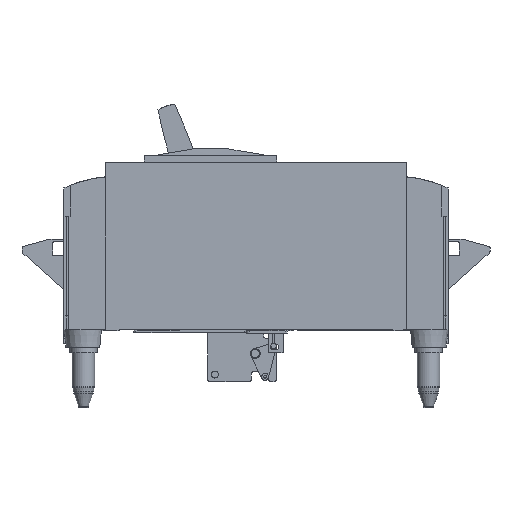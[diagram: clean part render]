
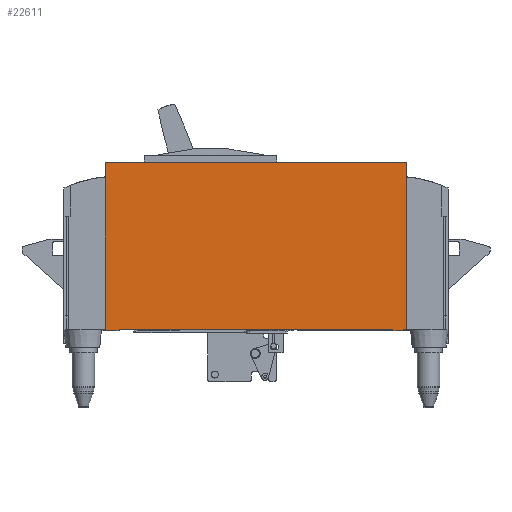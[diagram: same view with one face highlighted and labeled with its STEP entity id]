
A CAD part, left-side view. The second image highlights one B-rep face of the part: STEP entity #22611.
In plain terms, the highlighted planar face has unit normal (-1, 0, 0).
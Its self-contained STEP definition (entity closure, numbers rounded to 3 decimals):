
#525=CIRCLE('',#23962,1.);
#614=CIRCLE('',#24116,1.);
#2706=ORIENTED_EDGE('',*,*,#8856,.F.);
#2707=ORIENTED_EDGE('',*,*,#8906,.T.);
#2708=ORIENTED_EDGE('',*,*,#8907,.F.);
#2709=ORIENTED_EDGE('',*,*,#8332,.F.);
#2710=ORIENTED_EDGE('',*,*,#8908,.T.);
#2711=ORIENTED_EDGE('',*,*,#8485,.T.);
#2712=ORIENTED_EDGE('',*,*,#8909,.F.);
#2713=ORIENTED_EDGE('',*,*,#8591,.F.);
#2714=ORIENTED_EDGE('',*,*,#8880,.F.);
#2715=ORIENTED_EDGE('',*,*,#8249,.F.);
#2716=ORIENTED_EDGE('',*,*,#8872,.F.);
#2717=ORIENTED_EDGE('',*,*,#8861,.F.);
#8249=EDGE_CURVE('',#11381,#11382,#525,.T.);
#8332=EDGE_CURVE('',#11464,#11465,#13683,.T.);
#8485=EDGE_CURVE('',#11610,#11609,#13812,.T.);
#8591=EDGE_CURVE('',#11695,#11696,#13900,.T.);
#8856=EDGE_CURVE('',#11888,#11889,#14129,.T.);
#8861=EDGE_CURVE('',#11889,#11893,#614,.T.);
#8872=EDGE_CURVE('',#11893,#11381,#14143,.T.);
#8880=EDGE_CURVE('',#11382,#11695,#14149,.T.);
#8906=EDGE_CURVE('',#11888,#11924,#14158,.T.);
#8907=EDGE_CURVE('',#11465,#11924,#14159,.T.);
#8908=EDGE_CURVE('',#11464,#11610,#14160,.T.);
#8909=EDGE_CURVE('',#11696,#11609,#14161,.T.);
#11381=VERTEX_POINT('',#33489);
#11382=VERTEX_POINT('',#33491);
#11464=VERTEX_POINT('',#33689);
#11465=VERTEX_POINT('',#33691);
#11609=VERTEX_POINT('',#33988);
#11610=VERTEX_POINT('',#33990);
#11695=VERTEX_POINT('',#34189);
#11696=VERTEX_POINT('',#34191);
#11888=VERTEX_POINT('',#34800);
#11889=VERTEX_POINT('',#34802);
#11893=VERTEX_POINT('',#34812);
#11924=VERTEX_POINT('',#34992);
#13683=LINE('',#33690,#16265);
#13812=LINE('',#33989,#16394);
#13900=LINE('',#34190,#16482);
#14129=LINE('',#34801,#16711);
#14143=LINE('',#34833,#16725);
#14149=LINE('',#34847,#16731);
#14158=LINE('',#34991,#16740);
#14159=LINE('',#34993,#16741);
#14160=LINE('',#34994,#16742);
#14161=LINE('',#34995,#16743);
#16265=VECTOR('',#26822,1000.);
#16394=VECTOR('',#27001,1000.);
#16482=VECTOR('',#27143,1000.);
#16711=VECTOR('',#27522,1000.);
#16725=VECTOR('',#27544,1000.);
#16731=VECTOR('',#27558,1000.);
#16740=VECTOR('',#27589,1000.);
#16741=VECTOR('',#27590,1000.);
#16742=VECTOR('',#27591,1000.);
#16743=VECTOR('',#27592,1000.);
#18470=EDGE_LOOP('',(#2706,#2707,#2708,#2709,#2710,#2711,#2712,#2713,#2714,
#2715,#2716,#2717));
#20106=FACE_BOUND('',#18470,.T.);
#21608=PLANE('',#24133);
#22611=ADVANCED_FACE('',(#20106),#21608,.F.);
#23962=AXIS2_PLACEMENT_3D('',#33490,#26714,#26715);
#24116=AXIS2_PLACEMENT_3D('',#34811,#27529,#27530);
#24133=AXIS2_PLACEMENT_3D('',#34990,#27587,#27588);
#26714=DIRECTION('',(1.,0.,0.));
#26715=DIRECTION('',(0.,-1.,0.));
#26822=DIRECTION('',(0.,1.,0.));
#27001=DIRECTION('',(0.,-1.,0.));
#27143=DIRECTION('',(0.,1.,0.));
#27522=DIRECTION('',(0.,0.,1.));
#27529=DIRECTION('',(1.,0.,0.));
#27530=DIRECTION('',(0.,-1.,0.));
#27544=DIRECTION('',(0.,-1.,0.));
#27558=DIRECTION('',(0.,0.,-1.));
#27587=DIRECTION('',(1.,0.,0.));
#27588=DIRECTION('',(0.,0.,-1.));
#27589=DIRECTION('',(0.,-1.,0.));
#27590=DIRECTION('',(0.,0.,-1.));
#27591=DIRECTION('',(0.,0.,-1.));
#27592=DIRECTION('',(0.,0.,-1.));
#33489=CARTESIAN_POINT('',(0.,30.5,120.5));
#33490=CARTESIAN_POINT('',(0.,30.5,119.5));
#33491=CARTESIAN_POINT('',(0.,29.5,119.5));
#33689=CARTESIAN_POINT('',(0.,39.5,0.5));
#33690=CARTESIAN_POINT('',(0.,29.5,0.5));
#33691=CARTESIAN_POINT('',(0.,235.5,0.5));
#33988=CARTESIAN_POINT('',(0.,31.8,0.));
#33989=CARTESIAN_POINT('',(0.,39.5,0.));
#33990=CARTESIAN_POINT('',(0.,39.5,0.));
#34189=CARTESIAN_POINT('',(0.,29.5,0.5));
#34190=CARTESIAN_POINT('',(0.,29.5,0.5));
#34191=CARTESIAN_POINT('',(0.,31.8,0.5));
#34800=CARTESIAN_POINT('',(0.,245.5,0.));
#34801=CARTESIAN_POINT('',(0.,245.5,0.5));
#34802=CARTESIAN_POINT('',(0.,245.5,119.5));
#34811=CARTESIAN_POINT('',(0.,244.5,119.5));
#34812=CARTESIAN_POINT('',(0.,244.5,120.5));
#34833=CARTESIAN_POINT('',(0.,244.5,120.5));
#34847=CARTESIAN_POINT('',(0.,29.5,119.5));
#34990=CARTESIAN_POINT('',(0.,244.5,119.5));
#34991=CARTESIAN_POINT('',(0.,245.5,0.));
#34992=CARTESIAN_POINT('',(0.,235.5,0.));
#34993=CARTESIAN_POINT('',(0.,235.5,0.5));
#34994=CARTESIAN_POINT('',(0.,39.5,0.5));
#34995=CARTESIAN_POINT('',(0.,31.8,0.5));
